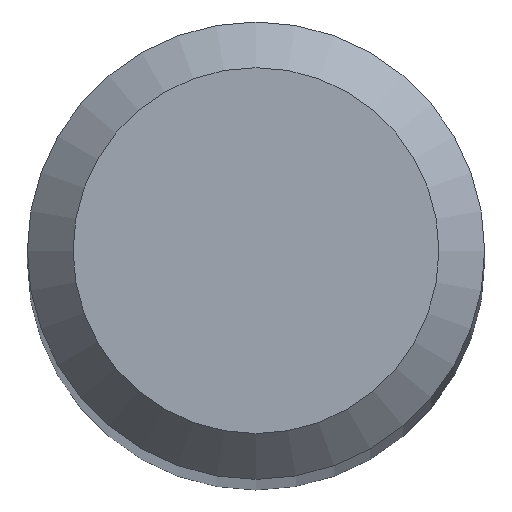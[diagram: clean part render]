
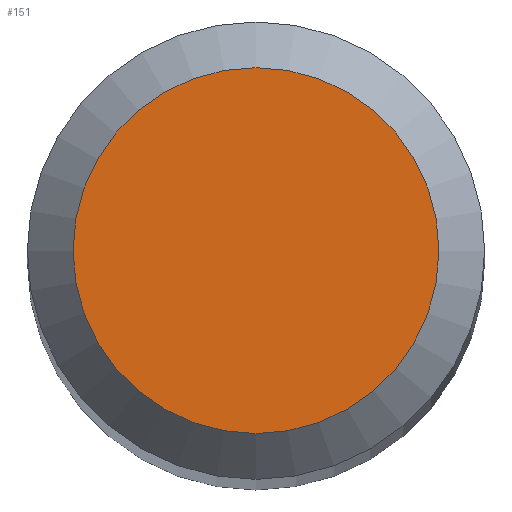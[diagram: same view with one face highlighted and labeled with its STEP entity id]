
A CAD part, top view. The second image highlights one B-rep face of the part: STEP entity #151.
In plain terms, the highlighted planar face has unit normal (0, 0, 1).
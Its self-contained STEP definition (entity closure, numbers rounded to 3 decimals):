
#64 = CARTESIAN_POINT ( 'NONE',  ( 0., 1.2, 46. ) ) ;
#77 = FACE_OUTER_BOUND ( 'NONE', #176, .T. ) ;
#96 = DIRECTION ( 'NONE',  ( 0., 1., 0. ) ) ;
#102 = PLANE ( 'NONE',  #188 ) ;
#151 = ADVANCED_FACE ( 'NONE', ( #77 ), #102, .T. ) ;
#160 = DIRECTION ( 'NONE',  ( 0., -1., 0. ) ) ;
#176 = EDGE_LOOP ( 'NONE', ( #321 ) ) ;
#186 = DIRECTION ( 'NONE',  ( 0., 0., 1. ) ) ;
#188 = AXIS2_PLACEMENT_3D ( 'NONE', #279, #186, #160 ) ;
#208 = VERTEX_POINT ( 'NONE', #64 ) ;
#259 = DIRECTION ( 'NONE',  ( 0., 0., -1. ) ) ;
#260 = EDGE_CURVE ( 'NONE', #208, #208, #353, .T. ) ;
#279 = CARTESIAN_POINT ( 'NONE',  ( 0., 0., 46. ) ) ;
#297 = AXIS2_PLACEMENT_3D ( 'NONE', #329, #259, #96 ) ;
#321 = ORIENTED_EDGE ( 'NONE', *, *, #260, .F. ) ;
#329 = CARTESIAN_POINT ( 'NONE',  ( 0., 0., 46. ) ) ;
#353 = CIRCLE ( 'NONE', #297, 1.2 ) ;
